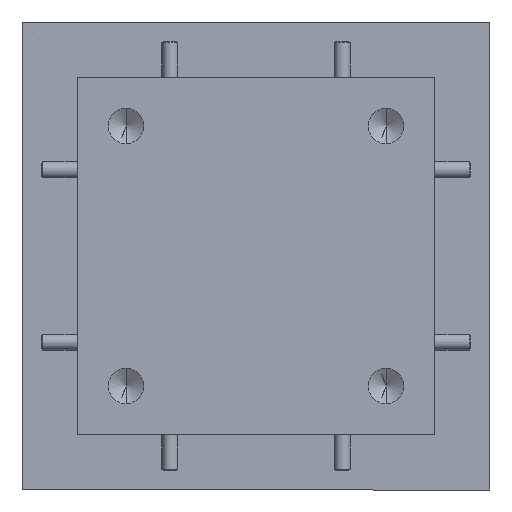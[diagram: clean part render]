
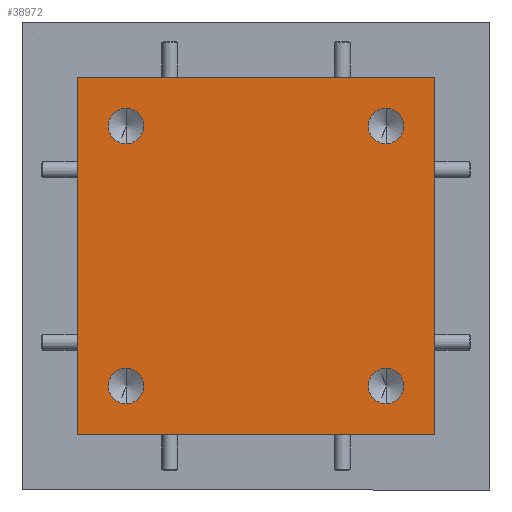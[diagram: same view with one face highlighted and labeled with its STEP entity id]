
A CAD part, front view. The second image highlights one B-rep face of the part: STEP entity #38972.
In plain terms, the highlighted planar face has unit normal (0, -1, 0).
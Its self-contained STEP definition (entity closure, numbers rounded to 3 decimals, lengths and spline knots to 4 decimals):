
#261 = DIRECTION ( 'NONE',  ( 0., 0., -1. ) ) ;
#595 = DIRECTION ( 'NONE',  ( 0., -1., 0. ) ) ;
#1126 = EDGE_CURVE ( 'NONE', #18854, #2905, #17097, .T. ) ;
#1580 = VERTEX_POINT ( 'NONE', #33483 ) ;
#2119 = AXIS2_PLACEMENT_3D ( 'NONE', #26647, #4002, #7238 ) ;
#2230 = CIRCLE ( 'NONE', #18436, 0.068 ) ;
#2277 = ORIENTED_EDGE ( 'NONE', *, *, #3259, .F. ) ;
#2905 = VERTEX_POINT ( 'NONE', #8470 ) ;
#3259 = EDGE_CURVE ( 'NONE', #9367, #25321, #14398, .T. ) ;
#3342 = EDGE_LOOP ( 'NONE', ( #24836, #35709 ) ) ;
#3452 = CARTESIAN_POINT ( 'NONE',  ( 0.5, 0., -0.5 ) ) ;
#3556 = CARTESIAN_POINT ( 'NONE',  ( -0.5, 0., -0.5 ) ) ;
#3616 = CIRCLE ( 'NONE', #11049, 0.068 ) ;
#3619 = VECTOR ( 'NONE', #33021, 39.3701 ) ;
#4002 = DIRECTION ( 'NONE',  ( 0., -1., 0. ) ) ;
#4497 = LINE ( 'NONE', #21059, #11050 ) ;
#4943 = CARTESIAN_POINT ( 'NONE',  ( 0.6875, 0., -0.6875 ) ) ;
#5048 = DIRECTION ( 'NONE',  ( 0., 0., -1. ) ) ;
#5216 = AXIS2_PLACEMENT_3D ( 'NONE', #14622, #24673, #11232 ) ;
#6347 = DIRECTION ( 'NONE',  ( 0., 0., -1. ) ) ;
#6697 = VERTEX_POINT ( 'NONE', #24563 ) ;
#6797 = CARTESIAN_POINT ( 'NONE',  ( -0.5, 0., -0.568 ) ) ;
#7238 = DIRECTION ( 'NONE',  ( 0., 0., -1. ) ) ;
#7335 = AXIS2_PLACEMENT_3D ( 'NONE', #29025, #9589, #6347 ) ;
#8001 = CARTESIAN_POINT ( 'NONE',  ( -0.5, 0., 0.568 ) ) ;
#8470 = CARTESIAN_POINT ( 'NONE',  ( -0.6875, 0., -0.6875 ) ) ;
#8565 = EDGE_CURVE ( 'NONE', #6697, #13523, #19733, .T. ) ;
#9182 = FACE_BOUND ( 'NONE', #39087, .T. ) ;
#9367 = VERTEX_POINT ( 'NONE', #14539 ) ;
#9589 = DIRECTION ( 'NONE',  ( 0., -1., 0. ) ) ;
#9859 = ORIENTED_EDGE ( 'NONE', *, *, #1126, .F. ) ;
#9999 = ORIENTED_EDGE ( 'NONE', *, *, #8565, .F. ) ;
#10086 = ORIENTED_EDGE ( 'NONE', *, *, #30059, .F. ) ;
#10759 = CARTESIAN_POINT ( 'NONE',  ( 0.6875, 0., 0.6875 ) ) ;
#11049 = AXIS2_PLACEMENT_3D ( 'NONE', #14952, #37653, #5048 ) ;
#11050 = VECTOR ( 'NONE', #34115, 39.3701 ) ;
#11232 = DIRECTION ( 'NONE',  ( 0., 0., 1. ) ) ;
#11943 = VERTEX_POINT ( 'NONE', #38646 ) ;
#13162 = DIRECTION ( 'NONE',  ( 0., 0., -1. ) ) ;
#13523 = VERTEX_POINT ( 'NONE', #20967 ) ;
#14398 = CIRCLE ( 'NONE', #36299, 0.068 ) ;
#14539 = CARTESIAN_POINT ( 'NONE',  ( -0.5, 0., 0.432 ) ) ;
#14622 = CARTESIAN_POINT ( 'NONE',  ( 0., 0., 0. ) ) ;
#14845 = CARTESIAN_POINT ( 'NONE',  ( -0.5, 0., 0.5 ) ) ;
#14952 = CARTESIAN_POINT ( 'NONE',  ( -0.5, 0., -0.5 ) ) ;
#15688 = CARTESIAN_POINT ( 'NONE',  ( -0.6875, 0., 0.6875 ) ) ;
#17097 = LINE ( 'NONE', #24730, #19116 ) ;
#17146 = ORIENTED_EDGE ( 'NONE', *, *, #30321, .F. ) ;
#18436 = AXIS2_PLACEMENT_3D ( 'NONE', #3556, #29202, #261 ) ;
#18552 = EDGE_CURVE ( 'NONE', #34691, #27627, #2230, .T. ) ;
#18854 = VERTEX_POINT ( 'NONE', #4943 ) ;
#19116 = VECTOR ( 'NONE', #21334, 39.3701 ) ;
#19733 = CIRCLE ( 'NONE', #7335, 0.068 ) ;
#20002 = DIRECTION ( 'NONE',  ( 0., 0., -1. ) ) ;
#20967 = CARTESIAN_POINT ( 'NONE',  ( 0.5, 0., -0.568 ) ) ;
#20995 = PLANE ( 'NONE',  #5216 ) ;
#21059 = CARTESIAN_POINT ( 'NONE',  ( -0.6875, 0., 0.6875 ) ) ;
#21238 = VERTEX_POINT ( 'NONE', #15688 ) ;
#21334 = DIRECTION ( 'NONE',  ( -1., 0., 0. ) ) ;
#21380 = CIRCLE ( 'NONE', #37812, 0.068 ) ;
#21423 = CIRCLE ( 'NONE', #35302, 0.068 ) ;
#21482 = DIRECTION ( 'NONE',  ( 0., 0., -1. ) ) ;
#21667 = ORIENTED_EDGE ( 'NONE', *, *, #38394, .F. ) ;
#21796 = ORIENTED_EDGE ( 'NONE', *, *, #25966, .F. ) ;
#21874 = FACE_BOUND ( 'NONE', #3342, .T. ) ;
#24163 = DIRECTION ( 'NONE',  ( 0., -1., 0. ) ) ;
#24563 = CARTESIAN_POINT ( 'NONE',  ( 0.5, 0., -0.432 ) ) ;
#24673 = DIRECTION ( 'NONE',  ( 0., 1., 0. ) ) ;
#24730 = CARTESIAN_POINT ( 'NONE',  ( 0.6875, 0., -0.6875 ) ) ;
#24836 = ORIENTED_EDGE ( 'NONE', *, *, #39220, .F. ) ;
#25321 = VERTEX_POINT ( 'NONE', #8001 ) ;
#25860 = EDGE_LOOP ( 'NONE', ( #2277, #21667 ) ) ;
#25966 = EDGE_CURVE ( 'NONE', #27627, #34691, #3616, .T. ) ;
#25984 = ORIENTED_EDGE ( 'NONE', *, *, #18552, .F. ) ;
#26327 = CIRCLE ( 'NONE', #2119, 0.068 ) ;
#26407 = DIRECTION ( 'NONE',  ( 0., 0., -1. ) ) ;
#26647 = CARTESIAN_POINT ( 'NONE',  ( 0.5, 0., 0.5 ) ) ;
#27086 = EDGE_CURVE ( 'NONE', #39763, #11943, #26327, .T. ) ;
#27567 = DIRECTION ( 'NONE',  ( 0., 0., -1. ) ) ;
#27627 = VERTEX_POINT ( 'NONE', #6797 ) ;
#28335 = ORIENTED_EDGE ( 'NONE', *, *, #41204, .F. ) ;
#28481 = FACE_BOUND ( 'NONE', #25860, .T. ) ;
#28983 = EDGE_LOOP ( 'NONE', ( #29168, #9999 ) ) ;
#29025 = CARTESIAN_POINT ( 'NONE',  ( 0.5, 0., -0.5 ) ) ;
#29076 = CARTESIAN_POINT ( 'NONE',  ( 0.5, 0., 0.5 ) ) ;
#29168 = ORIENTED_EDGE ( 'NONE', *, *, #41975, .F. ) ;
#29202 = DIRECTION ( 'NONE',  ( 0., -1., 0. ) ) ;
#29215 = DIRECTION ( 'NONE',  ( 0., -1., 0. ) ) ;
#29508 = FACE_OUTER_BOUND ( 'NONE', #30224, .T. ) ;
#30059 = EDGE_CURVE ( 'NONE', #1580, #18854, #33039, .T. ) ;
#30224 = EDGE_LOOP ( 'NONE', ( #28335, #9859, #10086, #17146 ) ) ;
#30321 = EDGE_CURVE ( 'NONE', #21238, #1580, #40144, .T. ) ;
#32951 = AXIS2_PLACEMENT_3D ( 'NONE', #3452, #595, #26407 ) ;
#33021 = DIRECTION ( 'NONE',  ( 1., 0., 0. ) ) ;
#33039 = LINE ( 'NONE', #39045, #40628 ) ;
#33483 = CARTESIAN_POINT ( 'NONE',  ( 0.6875, 0., 0.6875 ) ) ;
#34115 = DIRECTION ( 'NONE',  ( 0., 0., 1. ) ) ;
#34352 = DIRECTION ( 'NONE',  ( 0., -1., 0. ) ) ;
#34564 = FACE_BOUND ( 'NONE', #28983, .T. ) ;
#34691 = VERTEX_POINT ( 'NONE', #38345 ) ;
#35302 = AXIS2_PLACEMENT_3D ( 'NONE', #14845, #24163, #21482 ) ;
#35709 = ORIENTED_EDGE ( 'NONE', *, *, #27086, .F. ) ;
#36299 = AXIS2_PLACEMENT_3D ( 'NONE', #37227, #34352, #27567 ) ;
#37227 = CARTESIAN_POINT ( 'NONE',  ( -0.5, 0., 0.5 ) ) ;
#37653 = DIRECTION ( 'NONE',  ( 0., -1., 0. ) ) ;
#37812 = AXIS2_PLACEMENT_3D ( 'NONE', #29076, #29215, #13162 ) ;
#38345 = CARTESIAN_POINT ( 'NONE',  ( -0.5, 0., -0.432 ) ) ;
#38394 = EDGE_CURVE ( 'NONE', #25321, #9367, #21423, .T. ) ;
#38646 = CARTESIAN_POINT ( 'NONE',  ( 0.5, 0., 0.432 ) ) ;
#38972 = ADVANCED_FACE ( 'NONE', ( #9182, #21874, #34564, #28481, #29508 ), #20995, .F. ) ;
#39045 = CARTESIAN_POINT ( 'NONE',  ( 0.6875, 0., 0.6875 ) ) ;
#39087 = EDGE_LOOP ( 'NONE', ( #21796, #25984 ) ) ;
#39220 = EDGE_CURVE ( 'NONE', #11943, #39763, #21380, .T. ) ;
#39642 = CARTESIAN_POINT ( 'NONE',  ( 0.5, 0., 0.568 ) ) ;
#39763 = VERTEX_POINT ( 'NONE', #39642 ) ;
#40144 = LINE ( 'NONE', #10759, #3619 ) ;
#40628 = VECTOR ( 'NONE', #20002, 39.3701 ) ;
#40835 = CIRCLE ( 'NONE', #32951, 0.068 ) ;
#41204 = EDGE_CURVE ( 'NONE', #2905, #21238, #4497, .T. ) ;
#41975 = EDGE_CURVE ( 'NONE', #13523, #6697, #40835, .T. ) ;
